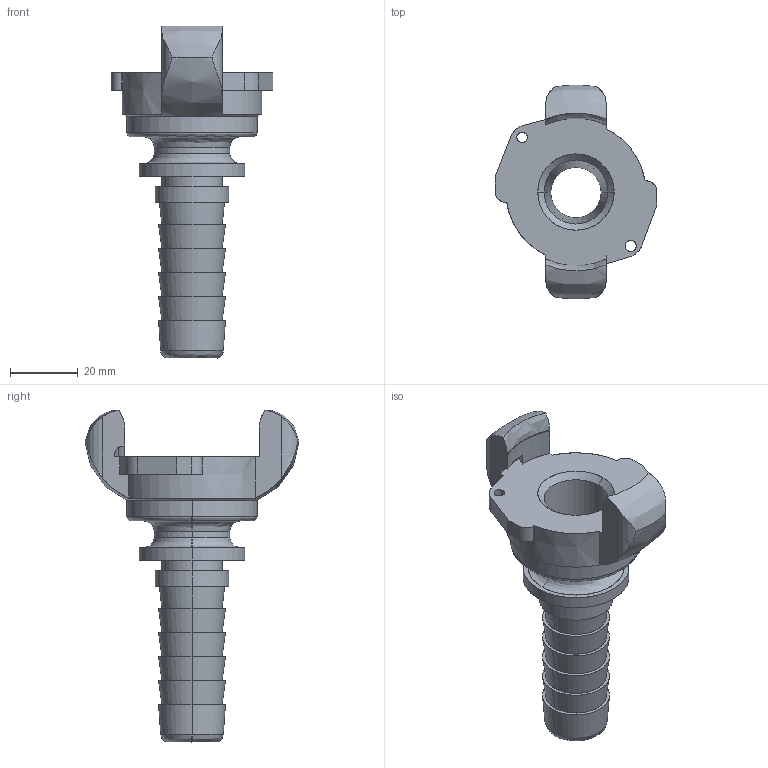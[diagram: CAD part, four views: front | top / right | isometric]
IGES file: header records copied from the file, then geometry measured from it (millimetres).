
Start section: SolidWorks IGES file using analytic representation for surfaces
Global section: file name: B00835TE10.3D.IGS; native system: SolidWorks 2012; preprocessor: SolidWorks 2012; author: AE-18; date: 130720.194709; units: inch
Bounding box: 47.93 x 63.37 x 98.37 mm (x, y, z)
Surface area: 16976.4 mm2 (no closed solid volume)
Topology: 0 solids, 0 shells, 93 faces, 1686 edges, 1686 vertices
Faces by surface type: bspline 48, revolution 45
